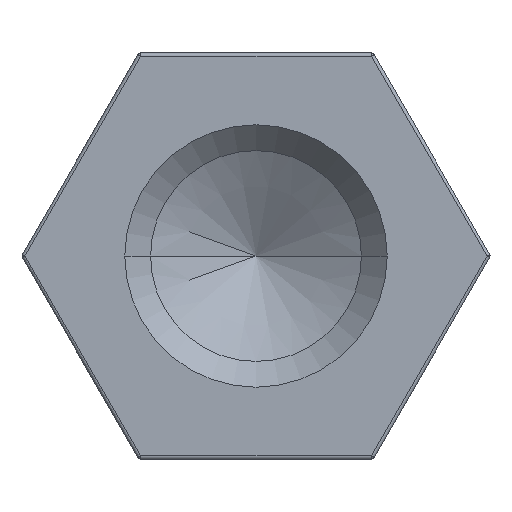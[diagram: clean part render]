
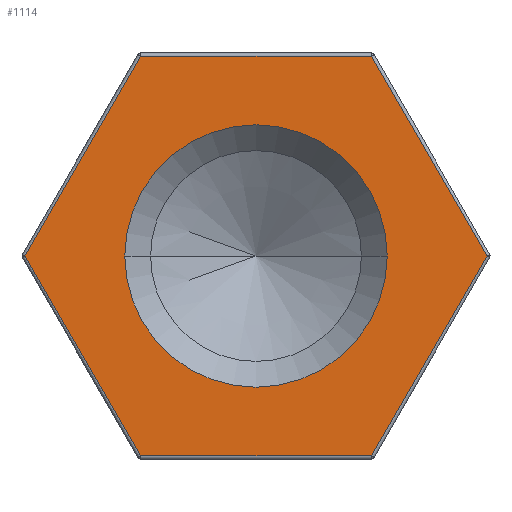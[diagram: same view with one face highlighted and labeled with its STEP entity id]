
A CAD part, left-side view. The second image highlights one B-rep face of the part: STEP entity #1114.
In plain terms, the highlighted planar face has unit normal (-1, 0, 0).
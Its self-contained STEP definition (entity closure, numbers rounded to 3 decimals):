
#1 = DIRECTION ( 'NONE',  ( 0., 0.5, -0.866 ) ) ;
#19 = PLANE ( 'NONE',  #1048 ) ;
#32 = CARTESIAN_POINT ( 'NONE',  ( 0., 5.543, 3.2 ) ) ;
#38 = DIRECTION ( 'NONE',  ( 0., -0.5, -0.866 ) ) ;
#47 = CARTESIAN_POINT ( 'NONE',  ( 0., 5.543, -3.2 ) ) ;
#52 = AXIS2_PLACEMENT_3D ( 'NONE', #394, #391, #388 ) ;
#67 = FACE_BOUND ( 'NONE', #464, .T. ) ;
#103 = CARTESIAN_POINT ( 'NONE',  ( 0., -5.543, -3.2 ) ) ;
#109 = DIRECTION ( 'NONE',  ( 0., -1., 0. ) ) ;
#141 = CARTESIAN_POINT ( 'NONE',  ( 0., 0., 6.4 ) ) ;
#142 = CARTESIAN_POINT ( 'NONE',  ( 0., 0., -6.4 ) ) ;
#145 = AXIS2_PLACEMENT_3D ( 'NONE', #777, #776, #764 ) ;
#146 = ORIENTED_EDGE ( 'NONE', *, *, #480, .T. ) ;
#174 = DIRECTION ( 'NONE',  ( 0., -0.5, 0.866 ) ) ;
#209 = VECTOR ( 'NONE', #1, 1000. ) ;
#228 = VERTEX_POINT ( 'NONE', #1007 ) ;
#250 = VERTEX_POINT ( 'NONE', #889 ) ;
#251 = ORIENTED_EDGE ( 'NONE', *, *, #491, .T. ) ;
#258 = DIRECTION ( 'NONE',  ( 0., 1., 0. ) ) ;
#280 = CARTESIAN_POINT ( 'NONE',  ( 0., 4.2, 0. ) ) ;
#355 = VERTEX_POINT ( 'NONE', #752 ) ;
#361 = VERTEX_POINT ( 'NONE', #735 ) ;
#388 = DIRECTION ( 'NONE',  ( 0., 1., 0. ) ) ;
#389 = EDGE_CURVE ( 'NONE', #228, #361, #939, .T. ) ;
#391 = DIRECTION ( 'NONE',  ( 1., 0., 0. ) ) ;
#393 = EDGE_CURVE ( 'NONE', #1406, #355, #1151, .T. ) ;
#394 = CARTESIAN_POINT ( 'NONE',  ( 0., 0., 0. ) ) ;
#418 = CARTESIAN_POINT ( 'NONE',  ( 0., 7.39, 0. ) ) ;
#464 = EDGE_LOOP ( 'NONE', ( #483, #1091 ) ) ;
#473 = CARTESIAN_POINT ( 'NONE',  ( 0., 3.695, 6.4 ) ) ;
#480 = EDGE_CURVE ( 'NONE', #925, #228, #1199, .T. ) ;
#481 = EDGE_LOOP ( 'NONE', ( #612, #1254, #251, #561, #984, #146 ) ) ;
#483 = ORIENTED_EDGE ( 'NONE', *, *, #393, .T. ) ;
#485 = EDGE_CURVE ( 'NONE', #250, #925, #1372, .T. ) ;
#489 = EDGE_CURVE ( 'NONE', #540, #250, #1018, .T. ) ;
#491 = EDGE_CURVE ( 'NONE', #1280, #540, #1177, .T. ) ;
#495 = EDGE_CURVE ( 'NONE', #361, #1280, #722, .T. ) ;
#540 = VERTEX_POINT ( 'NONE', #418 ) ;
#561 = ORIENTED_EDGE ( 'NONE', *, *, #489, .T. ) ;
#584 = EDGE_CURVE ( 'NONE', #355, #1406, #1029, .T. ) ;
#612 = ORIENTED_EDGE ( 'NONE', *, *, #389, .T. ) ;
#722 = LINE ( 'NONE', #141, #971 ) ;
#735 = CARTESIAN_POINT ( 'NONE',  ( 0., -3.695, 6.4 ) ) ;
#752 = CARTESIAN_POINT ( 'NONE',  ( 0., -4.2, 0. ) ) ;
#764 = DIRECTION ( 'NONE',  ( 0., 1., 0. ) ) ;
#770 = VECTOR ( 'NONE', #174, 1000. ) ;
#776 = DIRECTION ( 'NONE',  ( 1., 0., 0. ) ) ;
#777 = CARTESIAN_POINT ( 'NONE',  ( 0., 0., 0. ) ) ;
#779 = DIRECTION ( 'NONE',  ( 1., 0., 0. ) ) ;
#843 = DIRECTION ( 'NONE',  ( 0., 0.5, 0.866 ) ) ;
#847 = CARTESIAN_POINT ( 'NONE',  ( 0., -5.543, 3.2 ) ) ;
#889 = CARTESIAN_POINT ( 'NONE',  ( 0., 3.695, -6.4 ) ) ;
#895 = CARTESIAN_POINT ( 'NONE',  ( 0., 0., 0. ) ) ;
#918 = FACE_OUTER_BOUND ( 'NONE', #481, .T. ) ;
#925 = VERTEX_POINT ( 'NONE', #1300 ) ;
#939 = LINE ( 'NONE', #847, #1299 ) ;
#971 = VECTOR ( 'NONE', #258, 1000. ) ;
#984 = ORIENTED_EDGE ( 'NONE', *, *, #485, .T. ) ;
#992 = VECTOR ( 'NONE', #38, 1000. ) ;
#1007 = CARTESIAN_POINT ( 'NONE',  ( 0., -7.39, 0. ) ) ;
#1018 = LINE ( 'NONE', #47, #992 ) ;
#1029 = CIRCLE ( 'NONE', #52, 4.2 ) ;
#1048 = AXIS2_PLACEMENT_3D ( 'NONE', #895, #779, #1050 ) ;
#1050 = DIRECTION ( 'NONE',  ( 0., 1., 0. ) ) ;
#1091 = ORIENTED_EDGE ( 'NONE', *, *, #584, .T. ) ;
#1114 = ADVANCED_FACE ( 'NONE', ( #918, #67 ), #19, .F. ) ;
#1151 = CIRCLE ( 'NONE', #145, 4.2 ) ;
#1177 = LINE ( 'NONE', #32, #209 ) ;
#1199 = LINE ( 'NONE', #103, #770 ) ;
#1254 = ORIENTED_EDGE ( 'NONE', *, *, #495, .T. ) ;
#1280 = VERTEX_POINT ( 'NONE', #473 ) ;
#1299 = VECTOR ( 'NONE', #843, 1000. ) ;
#1300 = CARTESIAN_POINT ( 'NONE',  ( 0., -3.695, -6.4 ) ) ;
#1351 = VECTOR ( 'NONE', #109, 1000. ) ;
#1372 = LINE ( 'NONE', #142, #1351 ) ;
#1406 = VERTEX_POINT ( 'NONE', #280 ) ;
